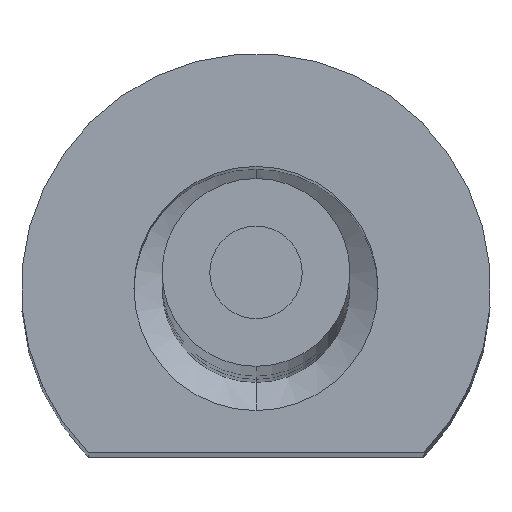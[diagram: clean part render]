
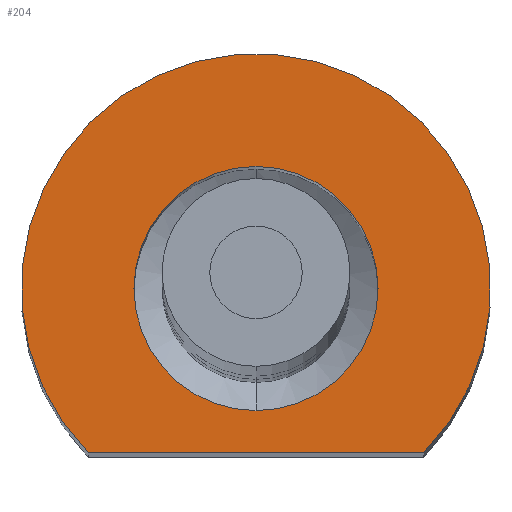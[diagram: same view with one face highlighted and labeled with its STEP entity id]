
A CAD part, top view. The second image highlights one B-rep face of the part: STEP entity #204.
In plain terms, the highlighted face is planar.
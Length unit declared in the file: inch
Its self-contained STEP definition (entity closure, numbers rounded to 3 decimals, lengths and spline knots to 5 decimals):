
#1=CARTESIAN_POINT('',(-0.026,0.,0.));
#2=DIRECTION('',(0.,1.,0.));
#3=DIRECTION('',(1.,0.,0.));
#4=AXIS2_PLACEMENT_3D('',#1,#2,#3);
#10=CARTESIAN_POINT('',(-0.026,0.,0.));
#11=DIRECTION('',(0.,-1.,0.));
#12=DIRECTION('',(1.,0.,0.));
#13=AXIS2_PLACEMENT_3D('',#10,#11,#12);
#19=DIRECTION('',(0.,0.,-1.));
#20=VECTOR('',#19,0.07141);
#21=CARTESIAN_POINT('',(-0.061,0.,0.03571));
#22=LINE('',#21,#20);
#122=CARTESIAN_POINT('',(-0.026,0.,0.));
#123=DIRECTION('',(0.,1.,0.));
#124=DIRECTION('',(-0.7,0.,0.714));
#125=AXIS2_PLACEMENT_3D('',#122,#123,#124);
#127=CARTESIAN_POINT('',(0.,0.,0.));
#129=VERTEX_POINT('',#127);
#139=CARTESIAN_POINT('',(-0.052,0.,0.));
#141=VERTEX_POINT('',#139);
#155=CARTESIAN_POINT('',(-0.061,0.,-0.03571));
#156=VERTEX_POINT('',#155);
#157=CARTESIAN_POINT('',(-0.061,0.,0.03571));
#158=VERTEX_POINT('',#157);
#189=CARTESIAN_POINT('',(-0.026,0.,0.));
#190=DIRECTION('',(0.,1.,0.));
#191=DIRECTION('',(1.,0.,0.));
#192=AXIS2_PLACEMENT_3D('',#189,#190,#191);
#193=PLANE('',#192);
#195=ORIENTED_EDGE('',*,*,#194,.T.);
#197=ORIENTED_EDGE('',*,*,#196,.F.);
#198=EDGE_LOOP('',(#195,#197));
#199=FACE_OUTER_BOUND('',#198,.F.);
#200=ORIENTED_EDGE('',*,*,#181,.F.);
#201=ORIENTED_EDGE('',*,*,#170,.T.);
#202=EDGE_LOOP('',(#200,#201));
#203=FACE_BOUND('',#202,.F.);
#204=ADVANCED_FACE('',(#199,#203),#193,.T.);
#5=CIRCLE('',#4,0.026);
#14=CIRCLE('',#13,0.026);
#126=CIRCLE('',#125,0.05);
#170=EDGE_CURVE('',#129,#141,#5,.T.);
#181=EDGE_CURVE('',#129,#141,#14,.T.);
#194=EDGE_CURVE('',#158,#156,#22,.T.);
#196=EDGE_CURVE('',#158,#156,#126,.T.);
